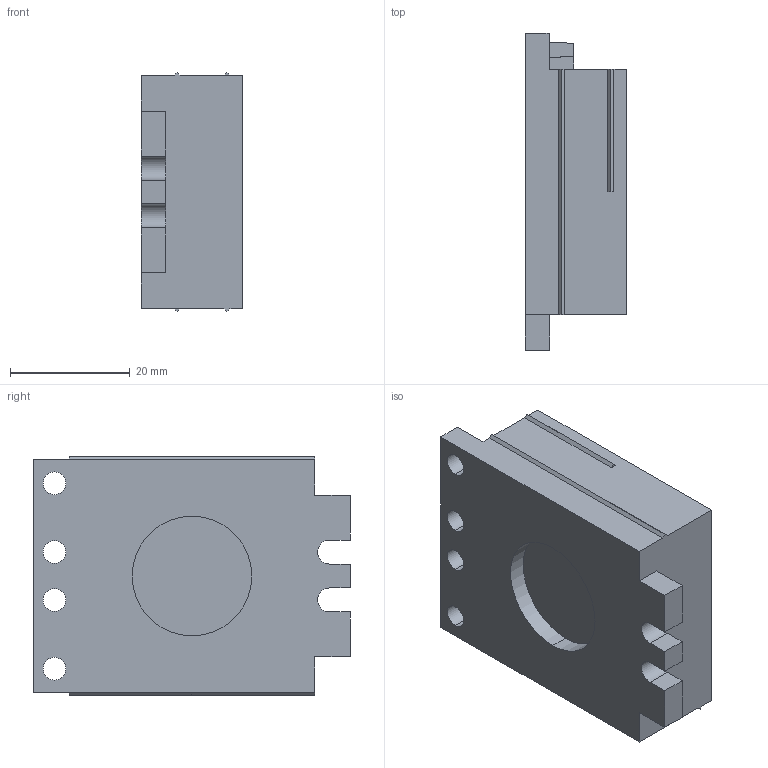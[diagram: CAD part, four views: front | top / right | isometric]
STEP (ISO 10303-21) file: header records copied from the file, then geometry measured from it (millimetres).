
FILE_DESCRIPTION(('SolidDesigner STEP Export'),'2;1');
FILE_NAME('0801692_CES_LTPG_GY_20-select.stp','2012-03-05T13:00:48',(''),(''),'CoCreate Modeling STEP processor for AP214 (Solid Model)','CoCreate Modeling 16.00A 16-Aug-2008 (C) Parametric Technology GmbH','');
FILE_SCHEMA(('AUTOMOTIVE_DESIGN { 1 0 10303 214 1 1 1 1 }'));
Length unit declared in the file: millimetre
Products named in the file (2): 0801692_CES_LTPG_GY_20-select
Assembly tree (1 placements, depth 2):
  0801692_CES_LTPG_GY_20-select
    0801692_CES_LTPG_GY_20-select
Bounding box: 17 x 53 x 40 mm (x, y, z)
Volume: 26743.5 mm3; surface area: 7449.3 mm2
Topology: 1 solids, 1 shells, 62 faces, 174 edges, 116 vertices
Faces by surface type: plane 48, cylinder 14
Entity records: 2375 total; most frequent: ORIENTED_EDGE 348, CARTESIAN_POINT 329, DIRECTION 285, EDGE_CURVE 174, VECTOR 141, LINE 141, VERTEX_POINT 116, AXIS2_PLACEMENT_3D 72
